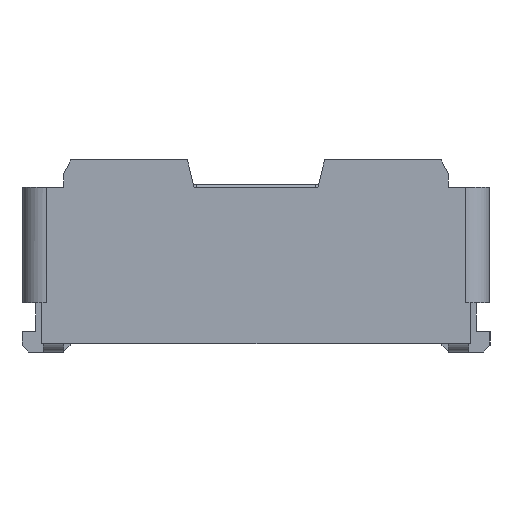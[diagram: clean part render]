
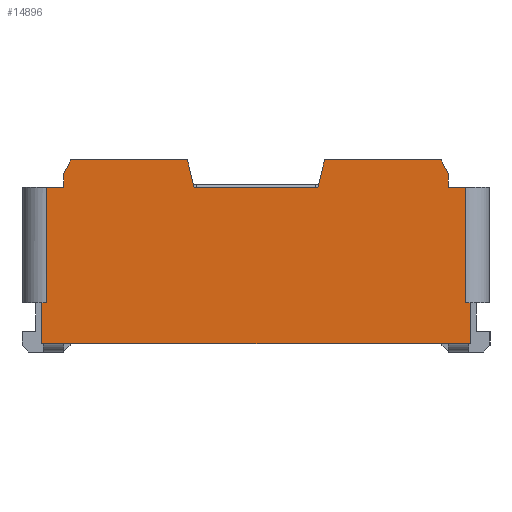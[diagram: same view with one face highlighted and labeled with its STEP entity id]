
A CAD part, left-side view. The second image highlights one B-rep face of the part: STEP entity #14896.
In plain terms, the highlighted planar face has unit normal (-1, 0, 0).
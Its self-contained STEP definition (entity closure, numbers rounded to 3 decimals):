
#970=FACE_OUTER_BOUND('',#1770,.T.);
#1770=EDGE_LOOP('',(#13072,#13073,#13074,#13075,#13076,#13077,#13078,#13079,
#13080,#13081,#13082,#13083,#13084,#13085,#13086,#13087,#13088,#13089));
#3516=LINE('',#23102,#5514);
#3517=LINE('',#23107,#5515);
#3526=LINE('',#23127,#5524);
#3563=LINE('',#23198,#5561);
#3584=LINE('',#23238,#5582);
#3623=LINE('',#23315,#5621);
#3652=LINE('',#23363,#5650);
#3671=LINE('',#23399,#5669);
#3742=LINE('',#23584,#5740);
#3749=LINE('',#23601,#5747);
#3800=LINE('',#23699,#5798);
#3801=LINE('',#23701,#5799);
#3802=LINE('',#23702,#5800);
#3803=LINE('',#23703,#5801);
#3804=LINE('',#23705,#5802);
#3805=LINE('',#23706,#5803);
#3806=LINE('',#23708,#5804);
#3807=LINE('',#23709,#5805);
#5514=VECTOR('',#18870,0.125);
#5515=VECTOR('',#18875,0.125);
#5524=VECTOR('',#18888,0.9);
#5561=VECTOR('',#18945,0.3);
#5582=VECTOR('',#18974,0.1);
#5621=VECTOR('',#19025,0.1);
#5650=VECTOR('',#19064,0.3);
#5669=VECTOR('',#19091,3.12);
#5740=VECTOR('',#19298,0.85);
#5747=VECTOR('',#19309,0.85);
#5798=VECTOR('',#19416,0.112);
#5799=VECTOR('',#19419,0.206);
#5800=VECTOR('',#19420,0.206);
#5801=VECTOR('',#19421,0.112);
#5802=VECTOR('',#19422,0.84);
#5803=VECTOR('',#19423,0.035);
#5804=VECTOR('',#19424,0.035);
#5805=VECTOR('',#19425,0.84);
#7008=VERTEX_POINT('',#23096);
#7010=VERTEX_POINT('',#23100);
#7011=VERTEX_POINT('',#23104);
#7012=VERTEX_POINT('',#23106);
#7020=VERTEX_POINT('',#23124);
#7021=VERTEX_POINT('',#23126);
#7044=VERTEX_POINT('',#23195);
#7045=VERTEX_POINT('',#23197);
#7060=VERTEX_POINT('',#23236);
#7092=VERTEX_POINT('',#23314);
#7104=VERTEX_POINT('',#23356);
#7106=VERTEX_POINT('',#23361);
#7164=VERTEX_POINT('',#23581);
#7165=VERTEX_POINT('',#23583);
#7172=VERTEX_POINT('',#23598);
#7173=VERTEX_POINT('',#23600);
#7193=VERTEX_POINT('',#23704);
#7194=VERTEX_POINT('',#23707);
#8918=EDGE_CURVE('',#7008,#7010,#3516,.T.);
#8920=EDGE_CURVE('',#7012,#7011,#3517,.T.);
#8929=EDGE_CURVE('',#7021,#7020,#3526,.T.);
#8969=EDGE_CURVE('',#7045,#7044,#3563,.T.);
#8990=EDGE_CURVE('',#7010,#7060,#3584,.T.);
#9029=EDGE_CURVE('',#7012,#7092,#3623,.T.);
#9058=EDGE_CURVE('',#7106,#7104,#3652,.T.);
#9077=EDGE_CURVE('',#7045,#7106,#3671,.T.);
#9163=EDGE_CURVE('',#7164,#7165,#3742,.T.);
#9171=EDGE_CURVE('',#7172,#7173,#3749,.T.);
#9225=EDGE_CURVE('',#7060,#7165,#3800,.T.);
#9226=EDGE_CURVE('',#7164,#7021,#3801,.T.);
#9227=EDGE_CURVE('',#7020,#7173,#3802,.T.);
#9228=EDGE_CURVE('',#7172,#7092,#3803,.T.);
#9229=EDGE_CURVE('',#7193,#7011,#3804,.T.);
#9230=EDGE_CURVE('',#7193,#7104,#3805,.T.);
#9231=EDGE_CURVE('',#7194,#7044,#3806,.T.);
#9232=EDGE_CURVE('',#7008,#7194,#3807,.T.);
#13072=ORIENTED_EDGE('',*,*,#8990,.T.);
#13073=ORIENTED_EDGE('',*,*,#9225,.T.);
#13074=ORIENTED_EDGE('',*,*,#9163,.F.);
#13075=ORIENTED_EDGE('',*,*,#9226,.T.);
#13076=ORIENTED_EDGE('',*,*,#8929,.T.);
#13077=ORIENTED_EDGE('',*,*,#9227,.T.);
#13078=ORIENTED_EDGE('',*,*,#9171,.F.);
#13079=ORIENTED_EDGE('',*,*,#9228,.T.);
#13080=ORIENTED_EDGE('',*,*,#9029,.F.);
#13081=ORIENTED_EDGE('',*,*,#8920,.T.);
#13082=ORIENTED_EDGE('',*,*,#9229,.F.);
#13083=ORIENTED_EDGE('',*,*,#9230,.T.);
#13084=ORIENTED_EDGE('',*,*,#9058,.F.);
#13085=ORIENTED_EDGE('',*,*,#9077,.F.);
#13086=ORIENTED_EDGE('',*,*,#8969,.T.);
#13087=ORIENTED_EDGE('',*,*,#9231,.F.);
#13088=ORIENTED_EDGE('',*,*,#9232,.F.);
#13089=ORIENTED_EDGE('',*,*,#8918,.T.);
#14114=PLANE('',#15805);
#14896=ADVANCED_FACE('',(#970),#14114,.T.);
#15805=AXIS2_PLACEMENT_3D('',#23700,#19417,#19418);
#18870=DIRECTION('',(0.,1.,0.));
#18875=DIRECTION('',(0.,1.,0.));
#18888=DIRECTION('',(0.,1.,0.));
#18945=DIRECTION('',(0.,0.,1.));
#18974=DIRECTION('',(0.,0.,1.));
#19025=DIRECTION('',(0.,0.,1.));
#19064=DIRECTION('',(0.,0.,1.));
#19091=DIRECTION('',(0.,1.,0.));
#19298=DIRECTION('',(0.,-1.,0.));
#19309=DIRECTION('',(0.,-1.,0.));
#19416=DIRECTION('',(0.,0.447,0.894));
#19417=DIRECTION('center_axis',(-1.,0.,0.));
#19418=DIRECTION('ref_axis',(0.,0.,-1.));
#19419=DIRECTION('',(0.,0.243,-0.97));
#19420=DIRECTION('',(0.,0.243,0.97));
#19421=DIRECTION('',(0.,0.447,-0.894));
#19422=DIRECTION('',(0.,0.,1.));
#19423=DIRECTION('',(0.,1.,0.));
#19424=DIRECTION('',(0.,-1.,0.));
#19425=DIRECTION('',(0.,0.,-1.));
#23096=CARTESIAN_POINT('',(-5.55,-1.525,1.2));
#23100=CARTESIAN_POINT('',(-5.55,-1.4,1.2));
#23102=CARTESIAN_POINT('',(-5.55,-1.525,1.2));
#23104=CARTESIAN_POINT('',(-5.55,1.525,1.2));
#23106=CARTESIAN_POINT('',(-5.55,1.4,1.2));
#23107=CARTESIAN_POINT('',(-5.55,1.4,1.2));
#23124=CARTESIAN_POINT('',(-5.55,0.45,1.2));
#23126=CARTESIAN_POINT('',(-5.55,-0.45,1.2));
#23127=CARTESIAN_POINT('',(-5.55,-0.45,1.2));
#23195=CARTESIAN_POINT('',(-5.55,-1.56,0.36));
#23197=CARTESIAN_POINT('',(-5.55,-1.56,0.06));
#23198=CARTESIAN_POINT('',(-5.55,-1.56,0.06));
#23236=CARTESIAN_POINT('',(-5.55,-1.4,1.3));
#23238=CARTESIAN_POINT('',(-5.55,-1.4,1.2));
#23314=CARTESIAN_POINT('',(-5.55,1.4,1.3));
#23315=CARTESIAN_POINT('',(-5.55,1.4,1.2));
#23356=CARTESIAN_POINT('',(-5.55,1.56,0.36));
#23361=CARTESIAN_POINT('',(-5.55,1.56,0.06));
#23363=CARTESIAN_POINT('',(-5.55,1.56,0.06));
#23399=CARTESIAN_POINT('',(-5.55,-1.56,0.06));
#23581=CARTESIAN_POINT('',(-5.55,-0.5,1.4));
#23583=CARTESIAN_POINT('',(-5.55,-1.35,1.4));
#23584=CARTESIAN_POINT('',(-5.55,-0.5,1.4));
#23598=CARTESIAN_POINT('',(-5.55,1.35,1.4));
#23600=CARTESIAN_POINT('',(-5.55,0.5,1.4));
#23601=CARTESIAN_POINT('',(-5.55,1.35,1.4));
#23699=CARTESIAN_POINT('',(-5.55,-1.4,1.3));
#23700=CARTESIAN_POINT('Origin',(-5.55,-1.7,1.2));
#23701=CARTESIAN_POINT('',(-5.55,-0.5,1.4));
#23702=CARTESIAN_POINT('',(-5.55,0.45,1.2));
#23703=CARTESIAN_POINT('',(-5.55,1.35,1.4));
#23704=CARTESIAN_POINT('',(-5.55,1.525,0.36));
#23705=CARTESIAN_POINT('',(-5.55,1.525,0.36));
#23706=CARTESIAN_POINT('',(-5.55,1.525,0.36));
#23707=CARTESIAN_POINT('',(-5.55,-1.525,0.36));
#23708=CARTESIAN_POINT('',(-5.55,-1.525,0.36));
#23709=CARTESIAN_POINT('',(-5.55,-1.525,1.2));
